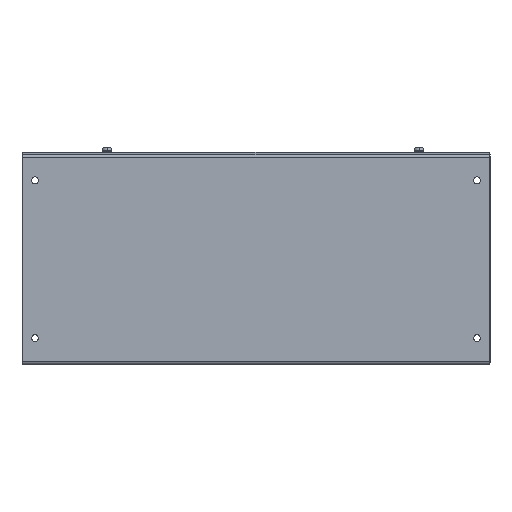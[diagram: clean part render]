
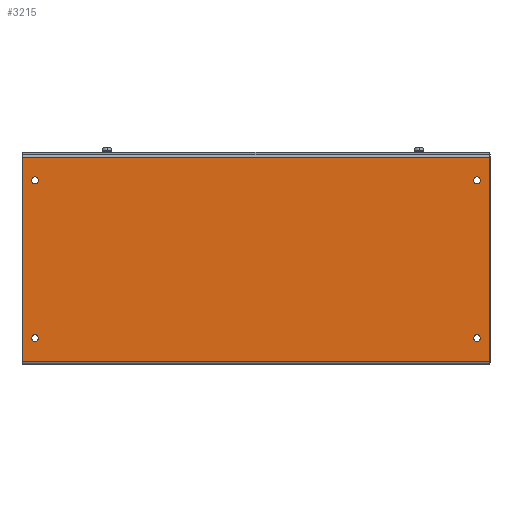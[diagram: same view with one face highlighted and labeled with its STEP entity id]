
A CAD part, left-side view. The second image highlights one B-rep face of the part: STEP entity #3215.
In plain terms, the highlighted planar face has unit normal (-1, 0, 0).
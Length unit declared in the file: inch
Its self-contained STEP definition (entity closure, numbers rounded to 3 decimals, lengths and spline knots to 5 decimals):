
#20 = CARTESIAN_POINT ( 'NONE',  ( -4.072, -8.5, 0.867 ) ) ;
#24 = ORIENTED_EDGE ( 'NONE', *, *, #2180, .F. ) ;
#68 = EDGE_CURVE ( 'NONE', #3930, #292, #1936, .T. ) ;
#189 = CARTESIAN_POINT ( 'NONE',  ( -4.072, 9., 7.964 ) ) ;
#220 = VERTEX_POINT ( 'NONE', #1135 ) ;
#260 = AXIS2_PLACEMENT_3D ( 'NONE', #3332, #5329, #2400 ) ;
#292 = VERTEX_POINT ( 'NONE', #2221 ) ;
#326 = PLANE ( 'NONE',  #260 ) ;
#380 = CARTESIAN_POINT ( 'NONE',  ( -4.072, -8.5, 6.939 ) ) ;
#423 = FACE_BOUND ( 'NONE', #2201, .T. ) ;
#431 = DIRECTION ( 'NONE',  ( 0., 0., 1. ) ) ;
#449 = DIRECTION ( 'NONE',  ( 0., 0., 1. ) ) ;
#461 = AXIS2_PLACEMENT_3D ( 'NONE', #4950, #5505, #1083 ) ;
#517 = CARTESIAN_POINT ( 'NONE',  ( -4.072, 9., 0.072 ) ) ;
#642 = CARTESIAN_POINT ( 'NONE',  ( -4.072, 8.5, 1. ) ) ;
#796 = EDGE_LOOP ( 'NONE', ( #24, #2426 ) ) ;
#1002 = ORIENTED_EDGE ( 'NONE', *, *, #5302, .F. ) ;
#1049 = DIRECTION ( 'NONE',  ( 0., 0., 1. ) ) ;
#1050 = VECTOR ( 'NONE', #4907, 39.37008 ) ;
#1083 = DIRECTION ( 'NONE',  ( 0., 0., 1. ) ) ;
#1135 = CARTESIAN_POINT ( 'NONE',  ( -4.072, -9., 7.964 ) ) ;
#1182 = AXIS2_PLACEMENT_3D ( 'NONE', #3280, #5282, #5311 ) ;
#1204 = CARTESIAN_POINT ( 'NONE',  ( -4.072, 8.5, 0.867 ) ) ;
#1217 = ORIENTED_EDGE ( 'NONE', *, *, #5256, .F. ) ;
#1236 = ORIENTED_EDGE ( 'NONE', *, *, #68, .T. ) ;
#1297 = AXIS2_PLACEMENT_3D ( 'NONE', #3474, #3510, #1049 ) ;
#1304 = CARTESIAN_POINT ( 'NONE',  ( -4.072, -8.5, 1. ) ) ;
#1307 = CIRCLE ( 'NONE', #5780, 0.133 ) ;
#1313 = CARTESIAN_POINT ( 'NONE',  ( -4.072, -9., 7.964 ) ) ;
#1370 = FACE_BOUND ( 'NONE', #5538, .T. ) ;
#1441 = DIRECTION ( 'NONE',  ( -1., 0., 0. ) ) ;
#1559 = DIRECTION ( 'NONE',  ( -1., 0., 0. ) ) ;
#1828 = AXIS2_PLACEMENT_3D ( 'NONE', #5138, #3121, #4058 ) ;
#1853 = ORIENTED_EDGE ( 'NONE', *, *, #3032, .F. ) ;
#1877 = VERTEX_POINT ( 'NONE', #380 ) ;
#1927 = ORIENTED_EDGE ( 'NONE', *, *, #4517, .F. ) ;
#1936 = LINE ( 'NONE', #517, #1050 ) ;
#1943 = AXIS2_PLACEMENT_3D ( 'NONE', #3070, #1559, #3548 ) ;
#2106 = ORIENTED_EDGE ( 'NONE', *, *, #5078, .T. ) ;
#2180 = EDGE_CURVE ( 'NONE', #3824, #4780, #3379, .T. ) ;
#2201 = EDGE_LOOP ( 'NONE', ( #4195, #1217 ) ) ;
#2221 = CARTESIAN_POINT ( 'NONE',  ( -4.072, 9., 0.108 ) ) ;
#2363 = AXIS2_PLACEMENT_3D ( 'NONE', #2505, #2407, #431 ) ;
#2367 = FACE_OUTER_BOUND ( 'NONE', #4886, .T. ) ;
#2400 = DIRECTION ( 'NONE',  ( 0., 0., -1. ) ) ;
#2407 = DIRECTION ( 'NONE',  ( -1., 0., 0. ) ) ;
#2426 = ORIENTED_EDGE ( 'NONE', *, *, #2952, .F. ) ;
#2490 = DIRECTION ( 'NONE',  ( 0., 0., 1. ) ) ;
#2501 = LINE ( 'NONE', #2991, #5986 ) ;
#2505 = CARTESIAN_POINT ( 'NONE',  ( -4.072, -8.5, 7.072 ) ) ;
#2562 = CIRCLE ( 'NONE', #461, 0.133 ) ;
#2759 = DIRECTION ( 'NONE',  ( 0., -1., 0. ) ) ;
#2792 = CIRCLE ( 'NONE', #4247, 0.133 ) ;
#2894 = CIRCLE ( 'NONE', #2363, 0.133 ) ;
#2952 = EDGE_CURVE ( 'NONE', #4780, #3824, #3181, .T. ) ;
#2991 = CARTESIAN_POINT ( 'NONE',  ( -4.072, -9., 0.108 ) ) ;
#2998 = DIRECTION ( 'NONE',  ( 0., 0., 1. ) ) ;
#3032 = EDGE_CURVE ( 'NONE', #3930, #220, #5269, .T. ) ;
#3070 = CARTESIAN_POINT ( 'NONE',  ( -4.072, -8.5, 1. ) ) ;
#3121 = DIRECTION ( 'NONE',  ( -1., 0., 0. ) ) ;
#3181 = CIRCLE ( 'NONE', #1828, 0.133 ) ;
#3215 = ADVANCED_FACE ( 'NONE', ( #2367, #423, #1370, #5460, #3958 ), #326, .F. ) ;
#3257 = EDGE_CURVE ( 'NONE', #6348, #292, #2501, .T. ) ;
#3280 = CARTESIAN_POINT ( 'NONE',  ( -4.072, 8.5, 7.072 ) ) ;
#3281 = CARTESIAN_POINT ( 'NONE',  ( -4.072, -8.5, 7.205 ) ) ;
#3332 = CARTESIAN_POINT ( 'NONE',  ( -4.072, -9., 0.0625 ) ) ;
#3379 = CIRCLE ( 'NONE', #1182, 0.133 ) ;
#3474 = CARTESIAN_POINT ( 'NONE',  ( -4.072, 8.5, 1. ) ) ;
#3510 = DIRECTION ( 'NONE',  ( -1., 0., 0. ) ) ;
#3548 = DIRECTION ( 'NONE',  ( 0., 0., 1. ) ) ;
#3561 = VERTEX_POINT ( 'NONE', #4181 ) ;
#3578 = EDGE_CURVE ( 'NONE', #3875, #5923, #1307, .T. ) ;
#3824 = VERTEX_POINT ( 'NONE', #5518 ) ;
#3844 = CARTESIAN_POINT ( 'NONE',  ( -4.072, -9., 0.072 ) ) ;
#3875 = VERTEX_POINT ( 'NONE', #4723 ) ;
#3930 = VERTEX_POINT ( 'NONE', #189 ) ;
#3958 = FACE_BOUND ( 'NONE', #796, .T. ) ;
#4025 = CIRCLE ( 'NONE', #1943, 0.133 ) ;
#4058 = DIRECTION ( 'NONE',  ( 0., 0., 1. ) ) ;
#4122 = CIRCLE ( 'NONE', #1297, 0.133 ) ;
#4124 = VECTOR ( 'NONE', #2490, 39.37008 ) ;
#4181 = CARTESIAN_POINT ( 'NONE',  ( -4.072, -8.5, 1.133 ) ) ;
#4195 = ORIENTED_EDGE ( 'NONE', *, *, #6032, .F. ) ;
#4210 = DIRECTION ( 'NONE',  ( -1., 0., 0. ) ) ;
#4247 = AXIS2_PLACEMENT_3D ( 'NONE', #1304, #1441, #449 ) ;
#4301 = CARTESIAN_POINT ( 'NONE',  ( -4.072, -9., 0.108 ) ) ;
#4341 = LINE ( 'NONE', #3844, #4124 ) ;
#4359 = CARTESIAN_POINT ( 'NONE',  ( -4.072, 8.5, 6.939 ) ) ;
#4485 = VERTEX_POINT ( 'NONE', #3281 ) ;
#4517 = EDGE_CURVE ( 'NONE', #1877, #4485, #2562, .T. ) ;
#4522 = ORIENTED_EDGE ( 'NONE', *, *, #3257, .F. ) ;
#4537 = EDGE_CURVE ( 'NONE', #5923, #3875, #4122, .T. ) ;
#4541 = ORIENTED_EDGE ( 'NONE', *, *, #4537, .F. ) ;
#4723 = CARTESIAN_POINT ( 'NONE',  ( -4.072, 8.5, 1.133 ) ) ;
#4780 = VERTEX_POINT ( 'NONE', #4359 ) ;
#4886 = EDGE_LOOP ( 'NONE', ( #1853, #1236, #4522, #2106 ) ) ;
#4907 = DIRECTION ( 'NONE',  ( 0., 0., -1. ) ) ;
#4950 = CARTESIAN_POINT ( 'NONE',  ( -4.072, -8.5, 7.072 ) ) ;
#4975 = DIRECTION ( 'NONE',  ( 0., 1., 0. ) ) ;
#5078 = EDGE_CURVE ( 'NONE', #6348, #220, #4341, .T. ) ;
#5138 = CARTESIAN_POINT ( 'NONE',  ( -4.072, 8.5, 7.072 ) ) ;
#5248 = EDGE_LOOP ( 'NONE', ( #6322, #4541 ) ) ;
#5256 = EDGE_CURVE ( 'NONE', #5267, #3561, #4025, .T. ) ;
#5267 = VERTEX_POINT ( 'NONE', #20 ) ;
#5269 = LINE ( 'NONE', #1313, #6088 ) ;
#5282 = DIRECTION ( 'NONE',  ( -1., 0., 0. ) ) ;
#5302 = EDGE_CURVE ( 'NONE', #4485, #1877, #2894, .T. ) ;
#5311 = DIRECTION ( 'NONE',  ( 0., 0., 1. ) ) ;
#5329 = DIRECTION ( 'NONE',  ( 1., 0., 0. ) ) ;
#5460 = FACE_BOUND ( 'NONE', #5248, .T. ) ;
#5505 = DIRECTION ( 'NONE',  ( -1., 0., 0. ) ) ;
#5518 = CARTESIAN_POINT ( 'NONE',  ( -4.072, 8.5, 7.205 ) ) ;
#5538 = EDGE_LOOP ( 'NONE', ( #1002, #1927 ) ) ;
#5780 = AXIS2_PLACEMENT_3D ( 'NONE', #642, #4210, #2998 ) ;
#5923 = VERTEX_POINT ( 'NONE', #1204 ) ;
#5986 = VECTOR ( 'NONE', #4975, 39.37008 ) ;
#6032 = EDGE_CURVE ( 'NONE', #3561, #5267, #2792, .T. ) ;
#6088 = VECTOR ( 'NONE', #2759, 39.37008 ) ;
#6322 = ORIENTED_EDGE ( 'NONE', *, *, #3578, .F. ) ;
#6348 = VERTEX_POINT ( 'NONE', #4301 ) ;
